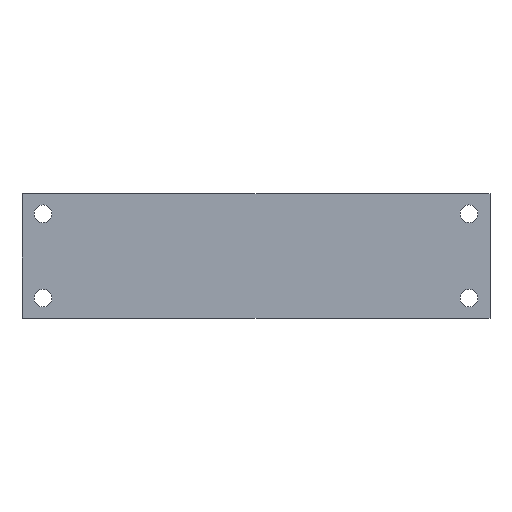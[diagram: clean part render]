
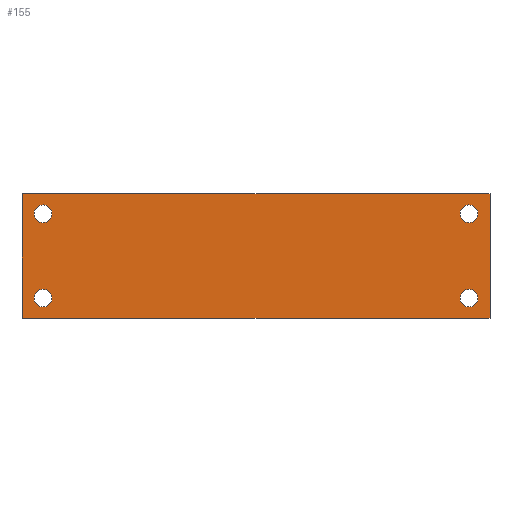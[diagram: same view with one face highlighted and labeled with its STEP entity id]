
A CAD part, top view. The second image highlights one B-rep face of the part: STEP entity #155.
In plain terms, the highlighted planar face has unit normal (0, 0, 1).
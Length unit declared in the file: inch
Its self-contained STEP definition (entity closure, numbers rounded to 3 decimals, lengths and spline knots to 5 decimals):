
#3 = ORIENTED_EDGE ( 'NONE', *, *, #265, .F. ) ;
#7 = VERTEX_POINT ( 'NONE', #165 ) ;
#9 = CARTESIAN_POINT ( 'NONE',  ( 6.5748, 1.29921, 0.19685 ) ) ;
#21 = PLANE ( 'NONE',  #71 ) ;
#25 = CARTESIAN_POINT ( 'NONE',  ( -6.5748, -1.29921, 0.19685 ) ) ;
#26 = EDGE_CURVE ( 'NONE', #467, #327, #484, .T. ) ;
#29 = CIRCLE ( 'NONE', #317, 0.27559 ) ;
#36 = EDGE_LOOP ( 'NONE', ( #501 ) ) ;
#42 = VERTEX_POINT ( 'NONE', #244 ) ;
#49 = DIRECTION ( 'NONE',  ( 0., 0., 1. ) ) ;
#50 = ORIENTED_EDGE ( 'NONE', *, *, #487, .F. ) ;
#57 = VECTOR ( 'NONE', #237, 39.37008 ) ;
#59 = ORIENTED_EDGE ( 'NONE', *, *, #455, .F. ) ;
#71 = AXIS2_PLACEMENT_3D ( 'NONE', #409, #300, #108 ) ;
#87 = VECTOR ( 'NONE', #247, 39.37008 ) ;
#91 = EDGE_LOOP ( 'NONE', ( #137 ) ) ;
#92 = VERTEX_POINT ( 'NONE', #289 ) ;
#95 = DIRECTION ( 'NONE',  ( 1., 0., 0. ) ) ;
#106 = FACE_BOUND ( 'NONE', #384, .T. ) ;
#108 = DIRECTION ( 'NONE',  ( -1., 0., 0. ) ) ;
#126 = DIRECTION ( 'NONE',  ( 0., 0., 1. ) ) ;
#133 = CARTESIAN_POINT ( 'NONE',  ( -6.5748, 1.29921, 0.19685 ) ) ;
#137 = ORIENTED_EDGE ( 'NONE', *, *, #164, .F. ) ;
#155 = ADVANCED_FACE ( 'NONE', ( #178, #372, #374, #106, #452 ), #21, .F. ) ;
#159 = AXIS2_PLACEMENT_3D ( 'NONE', #9, #357, #201 ) ;
#161 = VECTOR ( 'NONE', #95, 39.37008 ) ;
#162 = DIRECTION ( 'NONE',  ( 0., -1., 0. ) ) ;
#164 = EDGE_CURVE ( 'NONE', #92, #92, #413, .T. ) ;
#165 = CARTESIAN_POINT ( 'NONE',  ( 6.85039, 1.29921, 0.19685 ) ) ;
#170 = DIRECTION ( 'NONE',  ( 1., 0., 0. ) ) ;
#172 = LINE ( 'NONE', #368, #87 ) ;
#178 = FACE_OUTER_BOUND ( 'NONE', #390, .T. ) ;
#182 = DIRECTION ( 'NONE',  ( 0., 0., 1. ) ) ;
#191 = VERTEX_POINT ( 'NONE', #495 ) ;
#197 = ORIENTED_EDGE ( 'NONE', *, *, #480, .F. ) ;
#201 = DIRECTION ( 'NONE',  ( 1., 0., 0. ) ) ;
#204 = CARTESIAN_POINT ( 'NONE',  ( 7.22441, 1.92913, 0.19685 ) ) ;
#213 = LINE ( 'NONE', #204, #253 ) ;
#227 = AXIS2_PLACEMENT_3D ( 'NONE', #133, #49, #362 ) ;
#230 = ORIENTED_EDGE ( 'NONE', *, *, #503, .F. ) ;
#237 = DIRECTION ( 'NONE',  ( 0., 1., 0. ) ) ;
#244 = CARTESIAN_POINT ( 'NONE',  ( -7.22441, -1.92913, 0.19685 ) ) ;
#245 = VERTEX_POINT ( 'NONE', #339 ) ;
#247 = DIRECTION ( 'NONE',  ( -1., 0., 0. ) ) ;
#253 = VECTOR ( 'NONE', #162, 39.37008 ) ;
#255 = CARTESIAN_POINT ( 'NONE',  ( -7.22441, 1.92913, 0.19685 ) ) ;
#265 = EDGE_CURVE ( 'NONE', #42, #467, #315, .T. ) ;
#289 = CARTESIAN_POINT ( 'NONE',  ( -6.29921, -1.29921, 0.19685 ) ) ;
#300 = DIRECTION ( 'NONE',  ( 0., 0., -1. ) ) ;
#305 = DIRECTION ( 'NONE',  ( 1., 0., 0. ) ) ;
#315 = LINE ( 'NONE', #430, #57 ) ;
#317 = AXIS2_PLACEMENT_3D ( 'NONE', #433, #126, #170 ) ;
#322 = VERTEX_POINT ( 'NONE', #399 ) ;
#323 = ORIENTED_EDGE ( 'NONE', *, *, #26, .F. ) ;
#327 = VERTEX_POINT ( 'NONE', #419 ) ;
#339 = CARTESIAN_POINT ( 'NONE',  ( -6.29921, 1.29921, 0.19685 ) ) ;
#357 = DIRECTION ( 'NONE',  ( 0., 0., 1. ) ) ;
#358 = EDGE_LOOP ( 'NONE', ( #230 ) ) ;
#362 = DIRECTION ( 'NONE',  ( 1., 0., 0. ) ) ;
#368 = CARTESIAN_POINT ( 'NONE',  ( -7.22441, -1.92913, 0.19685 ) ) ;
#372 = FACE_BOUND ( 'NONE', #36, .T. ) ;
#374 = FACE_BOUND ( 'NONE', #91, .T. ) ;
#384 = EDGE_LOOP ( 'NONE', ( #50 ) ) ;
#390 = EDGE_LOOP ( 'NONE', ( #59, #323, #3, #197 ) ) ;
#399 = CARTESIAN_POINT ( 'NONE',  ( 6.85039, -1.29921, 0.19685 ) ) ;
#402 = EDGE_CURVE ( 'NONE', #7, #7, #459, .T. ) ;
#409 = CARTESIAN_POINT ( 'NONE',  ( -7.22441, 1.92913, 0.19685 ) ) ;
#413 = CIRCLE ( 'NONE', #428, 0.27559 ) ;
#419 = CARTESIAN_POINT ( 'NONE',  ( 7.22441, 1.92913, 0.19685 ) ) ;
#428 = AXIS2_PLACEMENT_3D ( 'NONE', #25, #182, #305 ) ;
#430 = CARTESIAN_POINT ( 'NONE',  ( -7.22441, 1.92913, 0.19685 ) ) ;
#433 = CARTESIAN_POINT ( 'NONE',  ( 6.5748, -1.29921, 0.19685 ) ) ;
#452 = FACE_BOUND ( 'NONE', #358, .T. ) ;
#453 = CIRCLE ( 'NONE', #227, 0.27559 ) ;
#455 = EDGE_CURVE ( 'NONE', #327, #191, #213, .T. ) ;
#459 = CIRCLE ( 'NONE', #159, 0.27559 ) ;
#467 = VERTEX_POINT ( 'NONE', #478 ) ;
#478 = CARTESIAN_POINT ( 'NONE',  ( -7.22441, 1.92913, 0.19685 ) ) ;
#480 = EDGE_CURVE ( 'NONE', #191, #42, #172, .T. ) ;
#484 = LINE ( 'NONE', #255, #161 ) ;
#487 = EDGE_CURVE ( 'NONE', #322, #322, #29, .T. ) ;
#495 = CARTESIAN_POINT ( 'NONE',  ( 7.22441, -1.92913, 0.19685 ) ) ;
#501 = ORIENTED_EDGE ( 'NONE', *, *, #402, .F. ) ;
#503 = EDGE_CURVE ( 'NONE', #245, #245, #453, .T. ) ;
